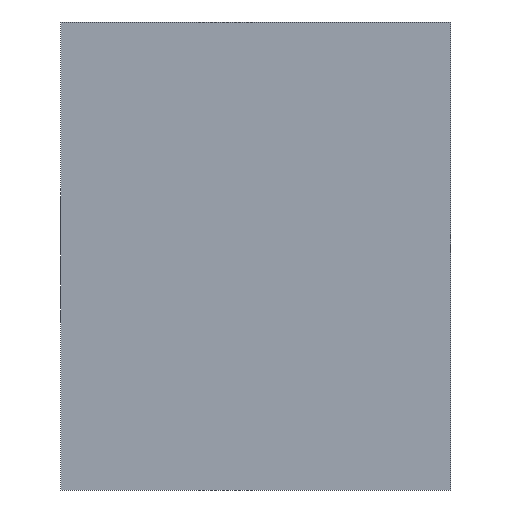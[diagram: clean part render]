
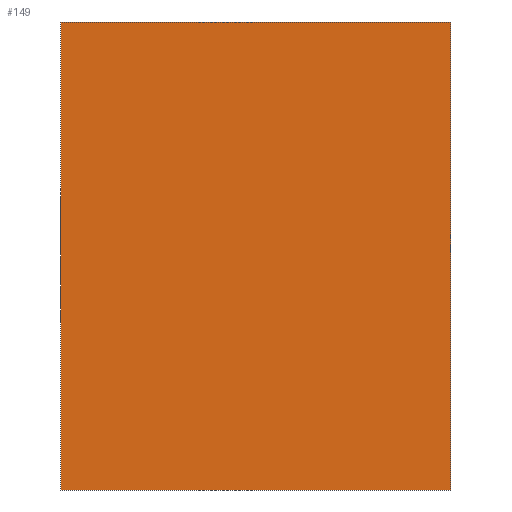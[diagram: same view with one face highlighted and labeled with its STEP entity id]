
A CAD part, front view. The second image highlights one B-rep face of the part: STEP entity #149.
In plain terms, the highlighted planar face has unit normal (0, -1, 0).
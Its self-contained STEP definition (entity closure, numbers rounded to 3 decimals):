
#19=PLANE('',#185);
#28=FACE_OUTER_BOUND('',#38,.T.);
#38=EDGE_LOOP('',(#121,#122,#123,#124));
#51=LINE('',#254,#65);
#52=LINE('',#257,#66);
#53=LINE('',#259,#67);
#54=LINE('',#260,#68);
#65=VECTOR('',#212,30.);
#66=VECTOR('',#215,25.);
#67=VECTOR('',#216,25.);
#68=VECTOR('',#217,30.);
#83=VERTEX_POINT('',#248);
#85=VERTEX_POINT('',#252);
#86=VERTEX_POINT('',#256);
#87=VERTEX_POINT('',#258);
#99=EDGE_CURVE('',#85,#83,#51,.T.);
#100=EDGE_CURVE('',#83,#86,#52,.T.);
#101=EDGE_CURVE('',#85,#87,#53,.T.);
#102=EDGE_CURVE('',#87,#86,#54,.T.);
#121=ORIENTED_EDGE('',*,*,#100,.F.);
#122=ORIENTED_EDGE('',*,*,#99,.F.);
#123=ORIENTED_EDGE('',*,*,#101,.T.);
#124=ORIENTED_EDGE('',*,*,#102,.T.);
#149=ADVANCED_FACE('',(#28),#19,.T.);
#185=AXIS2_PLACEMENT_3D('',#255,#213,#214);
#212=DIRECTION('',(0.,0.,1.));
#213=DIRECTION('center_axis',(0.,-1.,0.));
#214=DIRECTION('ref_axis',(0.,0.,-1.));
#215=DIRECTION('',(1.,0.,0.));
#216=DIRECTION('',(1.,0.,0.));
#217=DIRECTION('',(0.,0.,1.));
#248=CARTESIAN_POINT('',(-25.,-10.,15.));
#252=CARTESIAN_POINT('',(-25.,-10.,-15.));
#254=CARTESIAN_POINT('',(-25.,-10.,-15.));
#255=CARTESIAN_POINT('Origin',(-26.25,-10.,16.5));
#256=CARTESIAN_POINT('',(0.,-10.,15.));
#257=CARTESIAN_POINT('',(-25.,-10.,15.));
#258=CARTESIAN_POINT('',(0.,-10.,-15.));
#259=CARTESIAN_POINT('',(-25.,-10.,-15.));
#260=CARTESIAN_POINT('',(0.,-10.,-15.));
